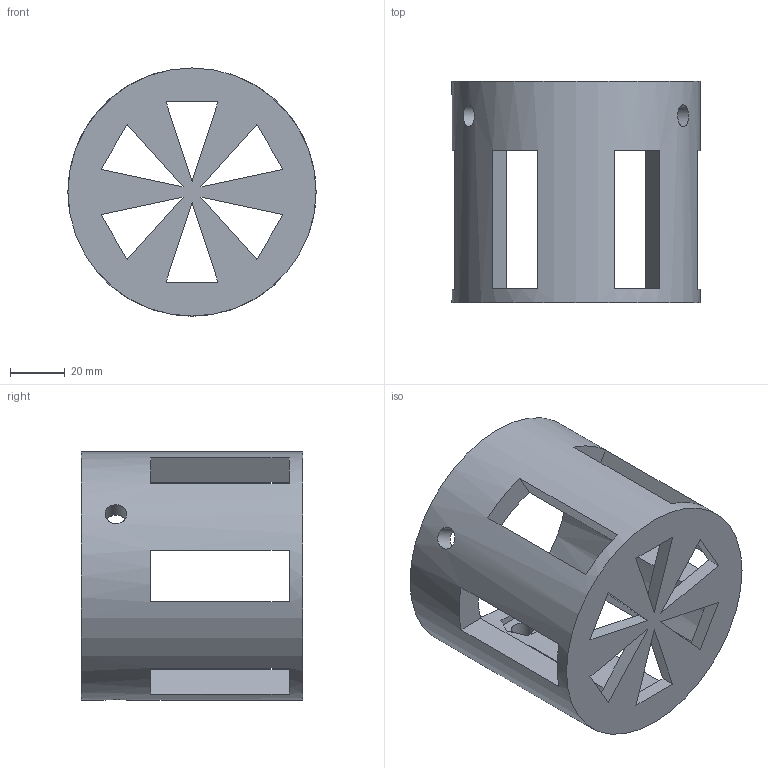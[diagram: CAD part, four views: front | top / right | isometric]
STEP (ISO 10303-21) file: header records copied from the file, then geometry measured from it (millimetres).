
FILE_DESCRIPTION(/* description */ (''),/* implementation_level */ '2;1');
FILE_NAME(/* name */ 'Printable Grate v1.step',/* time_stamp */ '2024-10-04T00:33:41+06:00',/* author */ (''),/* organization */ (''),/* preprocessor_version */ 'ST-DEVELOPER v20',/* originating_system */ 'Autodesk Translation Framework v13.20.0.188',/* authorisation */ '');
FILE_SCHEMA (('AUTOMOTIVE_DESIGN { 1 0 10303 214 3 1 1 }'));
Length unit declared in the file: millimetre
Products named in the file (1): Printable Grate
Bounding box: 91 x 81.2 x 91 mm (x, y, z)
Volume: 157049.7 mm3; surface area: 49778.4 mm2
Topology: 1 solids, 1 shells, 65 faces, 204 edges, 138 vertices
Faces by surface type: plane 57, cylinder 8
Full cylindrical faces by diameter (mm): 8 x3, 71 x1, 91 x1
Entity records: 2568 total; most frequent: CARTESIAN_POINT 615, ORIENTED_EDGE 408, DIRECTION 390, EDGE_CURVE 204, VERTEX_POINT 138, AXIS2_PLACEMENT_3D 132, LINE 126, VECTOR 126
